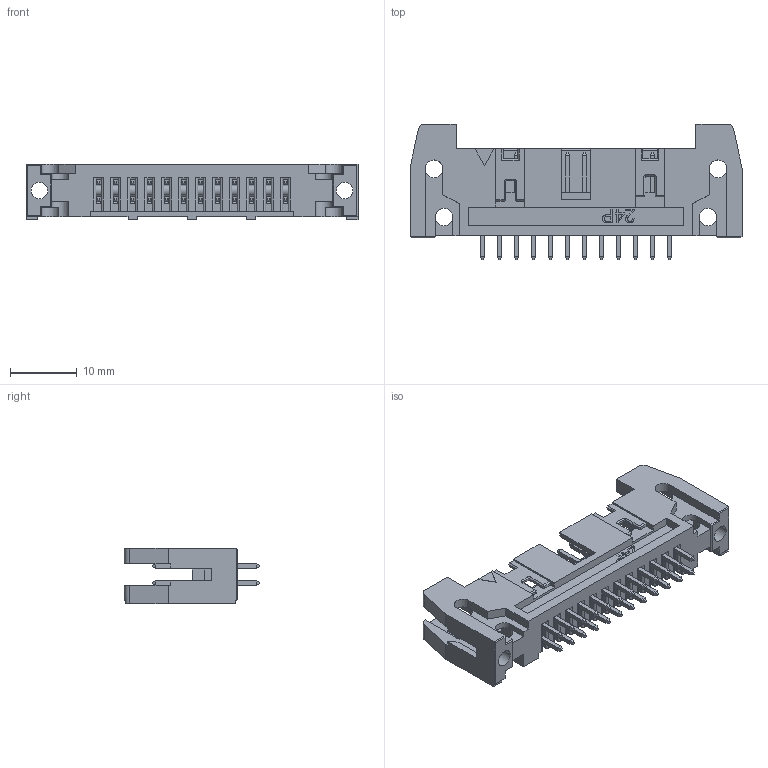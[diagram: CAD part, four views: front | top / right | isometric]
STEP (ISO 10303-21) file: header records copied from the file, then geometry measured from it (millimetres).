
FILE_DESCRIPTION( ('This file contains a STEP AP42 implementation' ,'as created by ZW3D STEP Interface translator.') ,'2;1' );
FILE_NAME( '3210-XXSXXBNX1.stp' ,'231129.162326', (''), ('ZWCAD Software Co.'), 'Version 1.0', 'ZW3D to STEP translator', '' );
FILE_SCHEMA(('AUTOMOTIVE_DESIGN { 1 0 10303 214 1 1 1 1 }'));
Length unit declared in the file: millimetre
Products named in the file (2): 0; 3210-24SXXBNA1
Bounding box: 49.68 x 20.3 x 8.33 mm (x, y, z)
Volume: 2728.1 mm3; surface area: 4743.5 mm2
Topology: 1 solids, 1 shells, 921 faces, 2468 edges, 1530 vertices
Faces by surface type: plane 822, cylinder 76, bspline 15, cone 8
Entity records: 28987 total; most frequent: CARTESIAN_POINT 5247, ORIENTED_EDGE 4928, DIRECTION 4342, EDGE_CURVE 2464, VECTOR 2268, LINE 2268, VERTEX_POINT 1530, AXIS2_PLACEMENT_3D 1037
